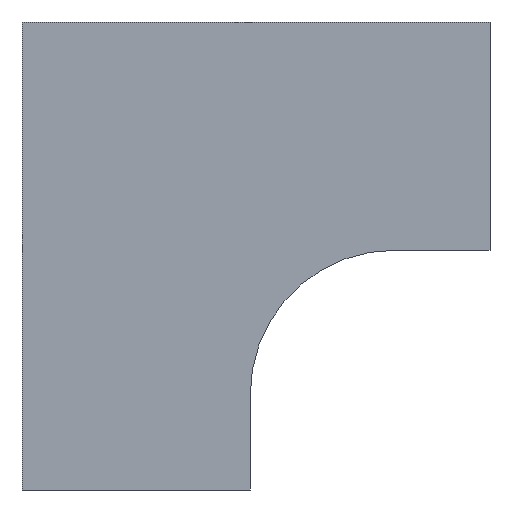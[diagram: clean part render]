
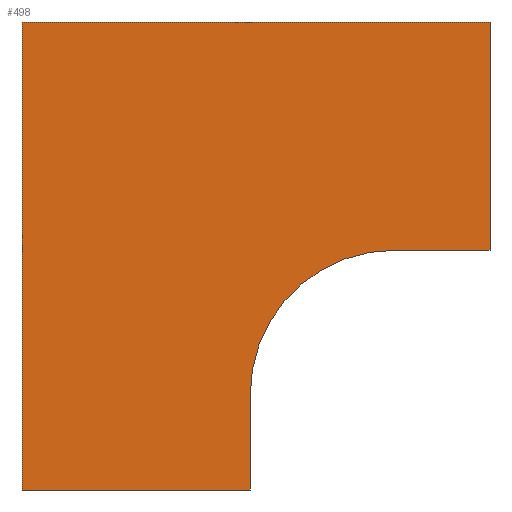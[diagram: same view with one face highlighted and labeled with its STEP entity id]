
A CAD part, front view. The second image highlights one B-rep face of the part: STEP entity #498.
In plain terms, the highlighted planar face has unit normal (0, -1, 0).
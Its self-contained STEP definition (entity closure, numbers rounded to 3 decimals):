
#44 = AXIS2_PLACEMENT_3D ( 'NONE', #125, #123, #121 ) ;
#56 = FACE_OUTER_BOUND ( 'NONE', #346, .T. ) ;
#61 = LINE ( 'NONE', #90, #360 ) ;
#76 = VECTOR ( 'NONE', #154, 1000. ) ;
#82 = LINE ( 'NONE', #149, #76 ) ;
#87 = EDGE_CURVE ( 'NONE', #407, #409, #268, .T. ) ;
#90 = CARTESIAN_POINT ( 'NONE',  ( -1.6, -117.7, -65. ) ) ;
#96 = DIRECTION ( 'NONE',  ( 0., 0., -1. ) ) ;
#99 = LINE ( 'NONE', #221, #136 ) ;
#121 = DIRECTION ( 'NONE',  ( 0., 0., 1. ) ) ;
#123 = DIRECTION ( 'NONE',  ( 0., 1., 0. ) ) ;
#125 = CARTESIAN_POINT ( 'NONE',  ( 38.4, -117.7, -38.4 ) ) ;
#129 = DIRECTION ( 'NONE',  ( 0., -1., 0. ) ) ;
#132 = VECTOR ( 'NONE', #329, 1000. ) ;
#136 = VECTOR ( 'NONE', #220, 1000. ) ;
#141 = PLANE ( 'NONE',  #44 ) ;
#149 = CARTESIAN_POINT ( 'NONE',  ( 38.4, -117.7, 1.6 ) ) ;
#154 = DIRECTION ( 'NONE',  ( -1., 0., 0. ) ) ;
#176 = LINE ( 'NONE', #355, #132 ) ;
#178 = VECTOR ( 'NONE', #384, 1000. ) ;
#190 = CARTESIAN_POINT ( 'NONE',  ( 65., -117.7, 65. ) ) ;
#205 = VECTOR ( 'NONE', #440, 1000. ) ;
#211 = LINE ( 'NONE', #390, #178 ) ;
#220 = DIRECTION ( 'NONE',  ( -1., 0., 0. ) ) ;
#221 = CARTESIAN_POINT ( 'NONE',  ( -65., -117.7, -65. ) ) ;
#232 = LINE ( 'NONE', #460, #205 ) ;
#245 = CARTESIAN_POINT ( 'NONE',  ( -1.6, -117.7, -38.4 ) ) ;
#247 = CARTESIAN_POINT ( 'NONE',  ( 38.4, -117.7, -38.4 ) ) ;
#248 = CARTESIAN_POINT ( 'NONE',  ( -1.6, -117.7, -65. ) ) ;
#261 = AXIS2_PLACEMENT_3D ( 'NONE', #247, #129, #430 ) ;
#268 = CIRCLE ( 'NONE', #261, 40. ) ;
#270 = CARTESIAN_POINT ( 'NONE',  ( 38.4, -117.7, 1.6 ) ) ;
#293 = EDGE_CURVE ( 'NONE', #320, #340, #232, .T. ) ;
#310 = EDGE_CURVE ( 'NONE', #340, #464, #211, .T. ) ;
#320 = VERTEX_POINT ( 'NONE', #377 ) ;
#329 = DIRECTION ( 'NONE',  ( 0., 0., -1. ) ) ;
#334 = VERTEX_POINT ( 'NONE', #344 ) ;
#336 = EDGE_CURVE ( 'NONE', #464, #334, #176, .T. ) ;
#337 = CARTESIAN_POINT ( 'NONE',  ( -65., -117.7, 65. ) ) ;
#340 = VERTEX_POINT ( 'NONE', #337 ) ;
#344 = CARTESIAN_POINT ( 'NONE',  ( 65., -117.7, 1.6 ) ) ;
#346 = EDGE_LOOP ( 'NONE', ( #497, #434, #371, #520, #452, #396, #533 ) ) ;
#355 = CARTESIAN_POINT ( 'NONE',  ( 65., -117.7, 1.6 ) ) ;
#360 = VECTOR ( 'NONE', #96, 1000. ) ;
#371 = ORIENTED_EDGE ( 'NONE', *, *, #521, .F. ) ;
#377 = CARTESIAN_POINT ( 'NONE',  ( -65., -117.7, -65. ) ) ;
#384 = DIRECTION ( 'NONE',  ( 1., 0., 0. ) ) ;
#390 = CARTESIAN_POINT ( 'NONE',  ( -65., -117.7, 65. ) ) ;
#396 = ORIENTED_EDGE ( 'NONE', *, *, #336, .F. ) ;
#407 = VERTEX_POINT ( 'NONE', #270 ) ;
#409 = VERTEX_POINT ( 'NONE', #245 ) ;
#415 = VERTEX_POINT ( 'NONE', #248 ) ;
#430 = DIRECTION ( 'NONE',  ( 0., 0., 1. ) ) ;
#434 = ORIENTED_EDGE ( 'NONE', *, *, #437, .F. ) ;
#437 = EDGE_CURVE ( 'NONE', #415, #320, #99, .T. ) ;
#440 = DIRECTION ( 'NONE',  ( 0., 0., 1. ) ) ;
#452 = ORIENTED_EDGE ( 'NONE', *, *, #486, .F. ) ;
#460 = CARTESIAN_POINT ( 'NONE',  ( -65., -117.7, 65. ) ) ;
#464 = VERTEX_POINT ( 'NONE', #190 ) ;
#486 = EDGE_CURVE ( 'NONE', #334, #407, #82, .T. ) ;
#497 = ORIENTED_EDGE ( 'NONE', *, *, #293, .F. ) ;
#498 = ADVANCED_FACE ( 'NONE', ( #56 ), #141, .F. ) ;
#520 = ORIENTED_EDGE ( 'NONE', *, *, #87, .F. ) ;
#521 = EDGE_CURVE ( 'NONE', #409, #415, #61, .T. ) ;
#533 = ORIENTED_EDGE ( 'NONE', *, *, #310, .F. ) ;
